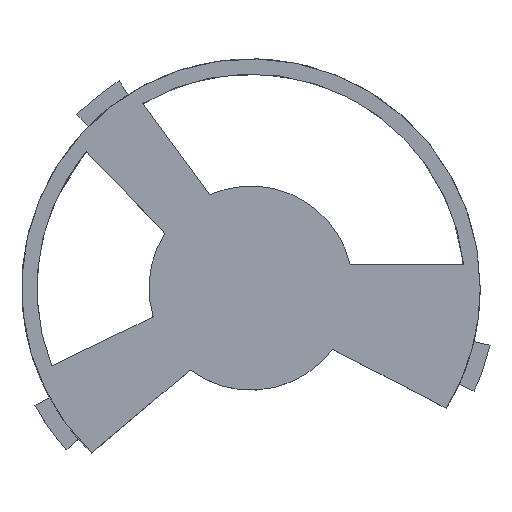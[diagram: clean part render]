
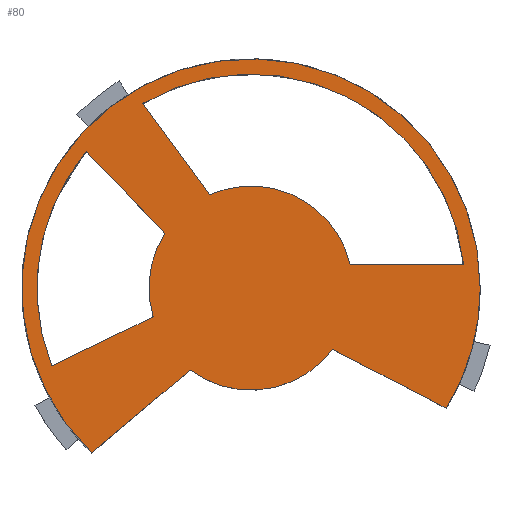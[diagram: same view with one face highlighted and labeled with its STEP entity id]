
A CAD part, top view. The second image highlights one B-rep face of the part: STEP entity #80.
In plain terms, the highlighted planar face has unit normal (0, 0, 1).
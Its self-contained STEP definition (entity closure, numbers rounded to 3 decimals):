
#80=ADVANCED_FACE('NONE',(#144,#145,#146),#117,.F.);
#117=PLANE('',#785);
#144=FACE_BOUND('',#147,.T.);
#145=FACE_BOUND('',#148,.T.);
#146=FACE_BOUND('',#149,.T.);
#147=EDGE_LOOP('',(#224,#225,#226,#227));
#148=EDGE_LOOP('',(#228,#229,#230,#231));
#149=EDGE_LOOP('',(#232,#233,#234,#235,#236,#237));
#186=CIRCLE('',#778,18.2);
#187=CIRCLE('',#779,8.68);
#188=CIRCLE('',#780,8.68);
#189=CIRCLE('',#781,18.2);
#190=CIRCLE('',#782,19.5);
#191=CIRCLE('',#783,8.68);
#192=CIRCLE('',#784,19.5);
#224=ORIENTED_EDGE('',*,*,#520,.T.);
#225=ORIENTED_EDGE('',*,*,#521,.F.);
#226=ORIENTED_EDGE('',*,*,#522,.F.);
#227=ORIENTED_EDGE('',*,*,#523,.T.);
#228=ORIENTED_EDGE('',*,*,#524,.T.);
#229=ORIENTED_EDGE('',*,*,#525,.T.);
#230=ORIENTED_EDGE('',*,*,#526,.F.);
#231=ORIENTED_EDGE('',*,*,#527,.F.);
#232=ORIENTED_EDGE('',*,*,#528,.T.);
#233=ORIENTED_EDGE('',*,*,#529,.F.);
#234=ORIENTED_EDGE('',*,*,#530,.T.);
#235=ORIENTED_EDGE('',*,*,#531,.T.);
#236=ORIENTED_EDGE('',*,*,#532,.F.);
#237=ORIENTED_EDGE('',*,*,#533,.T.);
#446=VERTEX_POINT('',#1080);
#447=VERTEX_POINT('',#1081);
#448=VERTEX_POINT('',#1083);
#449=VERTEX_POINT('',#1085);
#450=VERTEX_POINT('',#1088);
#451=VERTEX_POINT('',#1089);
#452=VERTEX_POINT('',#1091);
#453=VERTEX_POINT('',#1093);
#454=VERTEX_POINT('',#1096);
#455=VERTEX_POINT('',#1097);
#456=VERTEX_POINT('',#1099);
#457=VERTEX_POINT('',#1101);
#458=VERTEX_POINT('',#1103);
#459=VERTEX_POINT('',#1105);
#520=EDGE_CURVE('NONE',#446,#447,#631,.T.);
#521=EDGE_CURVE('NONE',#448,#447,#186,.T.);
#522=EDGE_CURVE('NONE',#449,#448,#632,.T.);
#523=EDGE_CURVE('NONE',#449,#446,#187,.T.);
#524=EDGE_CURVE('NONE',#450,#451,#188,.T.);
#525=EDGE_CURVE('NONE',#451,#452,#633,.T.);
#526=EDGE_CURVE('',#453,#452,#189,.T.);
#527=EDGE_CURVE('NONE',#450,#453,#634,.T.);
#528=EDGE_CURVE('NONE',#454,#455,#190,.T.);
#529=EDGE_CURVE('NONE',#456,#455,#635,.T.);
#530=EDGE_CURVE('NONE',#456,#457,#191,.T.);
#531=EDGE_CURVE('NONE',#457,#458,#636,.T.);
#532=EDGE_CURVE('NONE',#459,#458,#637,.T.);
#533=EDGE_CURVE('NONE',#459,#454,#192,.T.);
#631=LINE('',#1079,#704);
#632=LINE('',#1084,#705);
#633=LINE('',#1090,#706);
#634=LINE('',#1094,#707);
#635=LINE('',#1098,#708);
#636=LINE('',#1102,#709);
#637=LINE('',#1104,#710);
#704=VECTOR('',#855,1.);
#705=VECTOR('',#858,1.);
#706=VECTOR('',#863,1.);
#707=VECTOR('',#866,1.);
#708=VECTOR('',#869,1.);
#709=VECTOR('',#872,1.);
#710=VECTOR('',#873,1.);
#778=AXIS2_PLACEMENT_3D('',#1082,#856,#857);
#779=AXIS2_PLACEMENT_3D('',#1086,#859,#860);
#780=AXIS2_PLACEMENT_3D('',#1087,#861,#862);
#781=AXIS2_PLACEMENT_3D('',#1092,#864,#865);
#782=AXIS2_PLACEMENT_3D('',#1095,#867,#868);
#783=AXIS2_PLACEMENT_3D('',#1100,#870,#871);
#784=AXIS2_PLACEMENT_3D('',#1106,#874,#875);
#785=AXIS2_PLACEMENT_3D('',#1107,#876,#877);
#855=DIRECTION('',(-0.901,-0.435,0.));
#856=DIRECTION('',(0.,0.,1.));
#857=DIRECTION('',(-1.,0.,0.));
#858=DIRECTION('',(-0.696,0.718,0.));
#859=DIRECTION('',(0.,0.,1.));
#860=DIRECTION('',(-1.,0.,0.));
#861=DIRECTION('',(0.,0.,1.));
#862=DIRECTION('',(-1.,0.,0.));
#863=DIRECTION('',(-0.592,0.806,0.));
#864=DIRECTION('',(0.,0.,1.));
#865=DIRECTION('',(-1.,0.,0.));
#866=DIRECTION('',(1.,0.,0.));
#867=DIRECTION('',(0.,0.,1.));
#868=DIRECTION('',(-1.,0.,0.));
#869=DIRECTION('',(-0.765,-0.644,0.));
#870=DIRECTION('',(0.,0.,1.));
#871=DIRECTION('',(-1.,0.,0.));
#872=DIRECTION('',(0.888,-0.459,0.));
#873=DIRECTION('',(-0.882,0.47,0.));
#874=DIRECTION('',(0.,0.,1.));
#875=DIRECTION('',(-1.,0.,0.));
#876=DIRECTION('',(0.,0.,-1.));
#877=DIRECTION('',(-1.,0.,0.));
#1079=CARTESIAN_POINT('',(-6.444,22.136,5.8));
#1080=CARTESIAN_POINT('',(-14.157,18.411,5.8));
#1081=CARTESIAN_POINT('',(-22.785,14.246,5.8));
#1082=CARTESIAN_POINT('',(-5.833,20.868,5.8));
#1083=CARTESIAN_POINT('',(-19.855,32.471,5.8));
#1084=CARTESIAN_POINT('',(-7.269,19.477,5.8));
#1085=CARTESIAN_POINT('',(-13.145,25.544,5.8));
#1086=CARTESIAN_POINT('',(-5.833,20.868,5.8));
#1087=CARTESIAN_POINT('',(-5.833,20.868,5.8));
#1088=CARTESIAN_POINT('',(2.614,22.868,5.8));
#1089=CARTESIAN_POINT('',(-9.344,28.806,5.8));
#1090=CARTESIAN_POINT('',(-4.328,21.973,5.8));
#1091=CARTESIAN_POINT('',(-15.04,36.567,5.8));
#1092=CARTESIAN_POINT('',(-5.833,20.868,5.8));
#1093=CARTESIAN_POINT('',(12.257,22.868,5.8));
#1094=CARTESIAN_POINT('',(-5.833,22.868,5.8));
#1095=CARTESIAN_POINT('',(-5.833,20.868,5.8));
#1096=CARTESIAN_POINT('',(13.667,20.868,5.8));
#1097=CARTESIAN_POINT('',(-19.383,6.845,5.8));
#1098=CARTESIAN_POINT('',(-4.544,19.338,5.8));
#1099=CARTESIAN_POINT('',(-11.006,13.898,5.8));
#1100=CARTESIAN_POINT('',(-5.833,20.868,5.8));
#1101=CARTESIAN_POINT('',(1.108,15.656,5.8));
#1102=CARTESIAN_POINT('',(-6.495,19.588,5.8));
#1103=CARTESIAN_POINT('',(9.599,11.264,5.8));
#1104=CARTESIAN_POINT('',(-6.405,19.795,5.8));
#1105=CARTESIAN_POINT('',(10.77,10.64,5.8));
#1106=CARTESIAN_POINT('',(-5.833,20.868,5.8));
#1107=CARTESIAN_POINT('',(-5.833,20.868,5.8));
